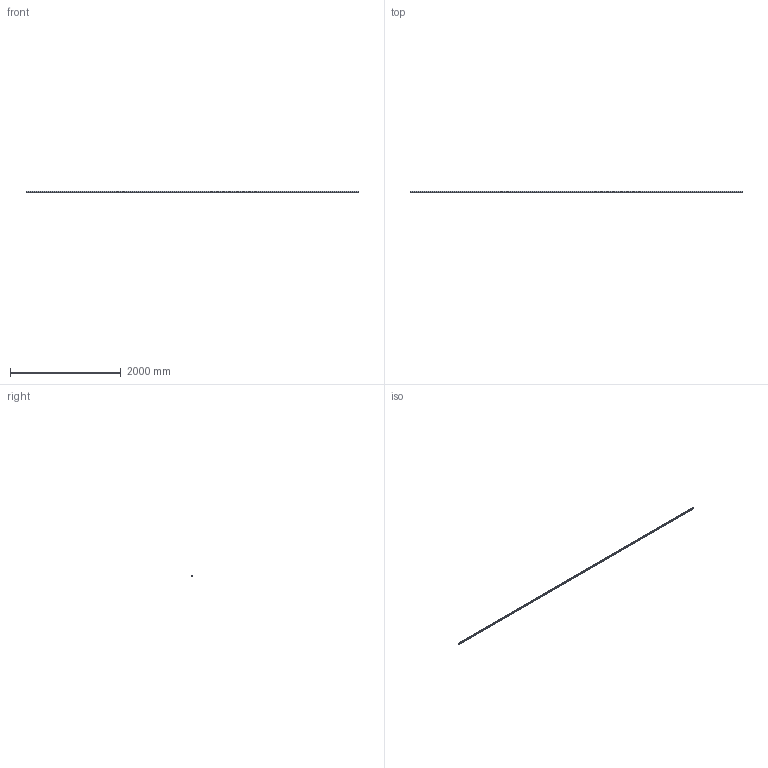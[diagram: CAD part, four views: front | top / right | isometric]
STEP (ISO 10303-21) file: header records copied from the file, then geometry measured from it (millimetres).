
FILE_DESCRIPTION (( 'STEP AP214' ), '1' );
FILE_NAME ('202020_Profil 5 20x20 2N90.STEP', '2019-02-04T09:23:19', ( '' ), ( '' ), 'SwSTEP 2.0', 'SolidWorks 2017', '' );
FILE_SCHEMA (( 'AUTOMOTIVE_DESIGN' ));
Length unit declared in the file: millimetre
Products named in the file (1): 202020_Profil 5 20x20 2N90
Bounding box: 6000 x 20 x 20 mm (x, y, z)
Volume: 1215046.8 mm3; surface area: 1103211.2 mm2
Topology: 1 solids, 1 shells, 62 faces, 180 edges, 120 vertices
Faces by surface type: cylinder 32, plane 30
Entity records: 2114 total; most frequent: DIRECTION 370, CARTESIAN_POINT 363, ORIENTED_EDGE 360, EDGE_CURVE 180, AXIS2_PLACEMENT_3D 127, VERTEX_POINT 120, VECTOR 116, LINE 116
